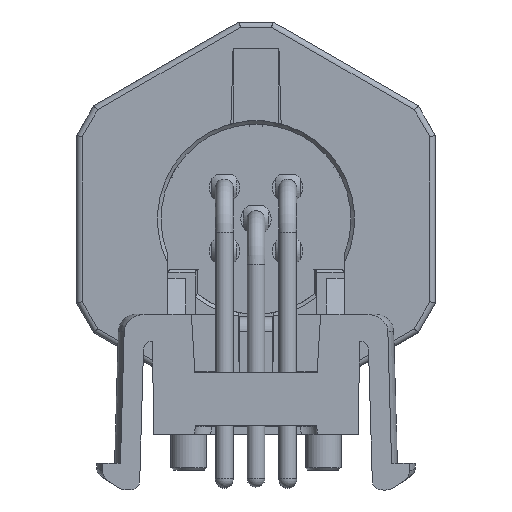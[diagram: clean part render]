
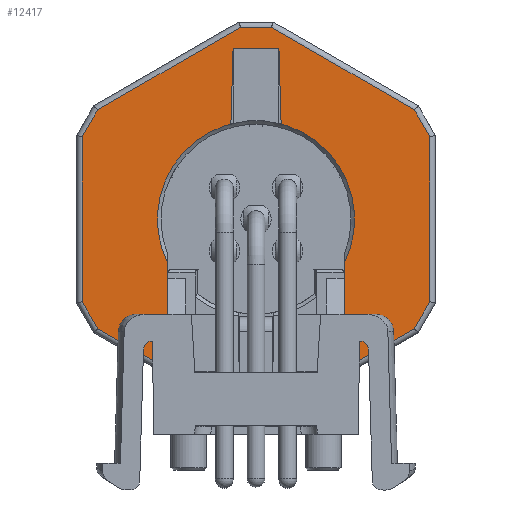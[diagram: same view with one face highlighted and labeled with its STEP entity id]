
A CAD part, left-side view. The second image highlights one B-rep face of the part: STEP entity #12417.
In plain terms, the highlighted planar face has unit normal (-1, 0, 0).
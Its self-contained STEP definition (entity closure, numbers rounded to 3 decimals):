
#344=PLANE('',#13375);
#972=LINE('',#18173,#2188);
#993=LINE('',#18232,#2209);
#995=LINE('',#18244,#2211);
#1005=LINE('',#18279,#2221);
#1006=LINE('',#18280,#2222);
#1007=LINE('',#18281,#2223);
#1008=LINE('',#18282,#2224);
#1009=LINE('',#18283,#2225);
#1010=LINE('',#18285,#2226);
#1011=LINE('',#18287,#2227);
#1012=LINE('',#18289,#2228);
#1013=LINE('',#18291,#2229);
#1014=LINE('',#18293,#2230);
#1015=LINE('',#18295,#2231);
#1016=LINE('',#18297,#2232);
#1017=LINE('',#18299,#2233);
#2188=VECTOR('',#14733,1000.);
#2209=VECTOR('',#14776,1000.);
#2211=VECTOR('',#14790,1000.);
#2221=VECTOR('',#14824,1000.);
#2222=VECTOR('',#14825,1000.);
#2223=VECTOR('',#14826,1000.);
#2224=VECTOR('',#14827,1000.);
#2225=VECTOR('',#14828,1000.);
#2226=VECTOR('',#14829,1000.);
#2227=VECTOR('',#14830,1000.);
#2228=VECTOR('',#14831,1000.);
#2229=VECTOR('',#14832,1000.);
#2230=VECTOR('',#14833,1000.);
#2231=VECTOR('',#14834,1000.);
#2232=VECTOR('',#14835,1000.);
#2233=VECTOR('',#14836,1000.);
#3727=ORIENTED_EDGE('',*,*,#7156,.T.);
#3728=ORIENTED_EDGE('',*,*,#7207,.T.);
#3729=ORIENTED_EDGE('',*,*,#7144,.T.);
#3730=ORIENTED_EDGE('',*,*,#7208,.T.);
#3731=ORIENTED_EDGE('',*,*,#7189,.F.);
#3732=ORIENTED_EDGE('',*,*,#7209,.F.);
#3733=ORIENTED_EDGE('',*,*,#7142,.T.);
#3734=ORIENTED_EDGE('',*,*,#7210,.F.);
#3735=ORIENTED_EDGE('',*,*,#7183,.T.);
#3736=ORIENTED_EDGE('',*,*,#7211,.T.);
#3737=ORIENTED_EDGE('',*,*,#7212,.T.);
#3738=ORIENTED_EDGE('',*,*,#7213,.T.);
#3739=ORIENTED_EDGE('',*,*,#7214,.T.);
#3740=ORIENTED_EDGE('',*,*,#7215,.T.);
#3741=ORIENTED_EDGE('',*,*,#7216,.T.);
#3742=ORIENTED_EDGE('',*,*,#7217,.T.);
#3743=ORIENTED_EDGE('',*,*,#7218,.T.);
#3744=ORIENTED_EDGE('',*,*,#7219,.T.);
#7142=EDGE_CURVE('',#8923,#8922,#10110,.T.);
#7144=EDGE_CURVE('',#8914,#8924,#10112,.T.);
#7156=EDGE_CURVE('',#8935,#8933,#972,.F.);
#7183=EDGE_CURVE('',#8956,#8957,#993,.F.);
#7189=EDGE_CURVE('',#8958,#8960,#995,.T.);
#7207=EDGE_CURVE('',#8933,#8914,#1005,.T.);
#7208=EDGE_CURVE('',#8924,#8960,#1006,.T.);
#7209=EDGE_CURVE('',#8923,#8958,#1007,.T.);
#7210=EDGE_CURVE('',#8956,#8922,#1008,.T.);
#7211=EDGE_CURVE('',#8957,#8973,#1009,.F.);
#7212=EDGE_CURVE('',#8973,#8974,#1010,.F.);
#7213=EDGE_CURVE('',#8974,#8975,#1011,.F.);
#7214=EDGE_CURVE('',#8975,#8976,#1012,.F.);
#7215=EDGE_CURVE('',#8976,#8977,#1013,.F.);
#7216=EDGE_CURVE('',#8977,#8978,#1014,.F.);
#7217=EDGE_CURVE('',#8978,#8979,#1015,.F.);
#7218=EDGE_CURVE('',#8979,#8980,#1016,.F.);
#7219=EDGE_CURVE('',#8980,#8935,#1017,.F.);
#8914=VERTEX_POINT('',#18125);
#8922=VERTEX_POINT('',#18144);
#8923=VERTEX_POINT('',#18146);
#8924=VERTEX_POINT('',#18148);
#8933=VERTEX_POINT('',#18171);
#8935=VERTEX_POINT('',#18174);
#8956=VERTEX_POINT('',#18233);
#8957=VERTEX_POINT('',#18234);
#8958=VERTEX_POINT('',#18242);
#8960=VERTEX_POINT('',#18245);
#8973=VERTEX_POINT('',#18284);
#8974=VERTEX_POINT('',#18286);
#8975=VERTEX_POINT('',#18288);
#8976=VERTEX_POINT('',#18290);
#8977=VERTEX_POINT('',#18292);
#8978=VERTEX_POINT('',#18294);
#8979=VERTEX_POINT('',#18296);
#8980=VERTEX_POINT('',#18298);
#10110=CIRCLE('',#13341,5.5);
#10112=CIRCLE('',#13343,5.5);
#10508=EDGE_LOOP('',(#3727,#3728,#3729,#3730,#3731,#3732,#3733,#3734,#3735,
#3736,#3737,#3738,#3739,#3740,#3741,#3742,#3743,#3744));
#11394=FACE_BOUND('',#10508,.T.);
#12417=ADVANCED_FACE('',(#11394),#344,.F.);
#13341=AXIS2_PLACEMENT_3D('',#18145,#14711,#14712);
#13343=AXIS2_PLACEMENT_3D('',#18149,#14715,#14716);
#13375=AXIS2_PLACEMENT_3D('',#18278,#14822,#14823);
#14711=DIRECTION('',(1.,0.,0.));
#14712=DIRECTION('',(0.,0.,-1.));
#14715=DIRECTION('',(1.,0.,0.));
#14716=DIRECTION('',(0.,0.,-1.));
#14733=DIRECTION('',(0.,0.5,-0.866));
#14776=DIRECTION('',(0.,-0.5,-0.866));
#14790=DIRECTION('',(0.,0.,-1.));
#14822=DIRECTION('',(1.,0.,0.));
#14823=DIRECTION('',(0.,0.,-1.));
#14824=DIRECTION('',(0.,1.,0.));
#14825=DIRECTION('',(0.,1.,0.));
#14826=DIRECTION('',(0.,1.,0.));
#14827=DIRECTION('',(0.,1.,0.));
#14828=DIRECTION('',(0.,-0.866,-0.5));
#14829=DIRECTION('',(0.,-1.,0.));
#14830=DIRECTION('',(0.,-0.866,0.5));
#14831=DIRECTION('',(0.,-0.5,0.866));
#14832=DIRECTION('',(0.,0.,1.));
#14833=DIRECTION('',(0.,0.5,0.866));
#14834=DIRECTION('',(0.,0.866,0.5));
#14835=DIRECTION('',(0.,1.,0.));
#14836=DIRECTION('',(0.,0.866,-0.5));
#18125=CARTESIAN_POINT('',(-1.5,-2.438,-4.93));
#18144=CARTESIAN_POINT('',(-1.5,-2.438,4.93));
#18145=CARTESIAN_POINT('',(-1.5,0.,0.));
#18146=CARTESIAN_POINT('',(-1.5,5.442,0.799));
#18148=CARTESIAN_POINT('',(-1.5,5.442,-0.799));
#18149=CARTESIAN_POINT('',(-1.5,0.,0.));
#18171=CARTESIAN_POINT('',(-1.5,-8.354,-4.93));
#18173=CARTESIAN_POINT('',(-1.5,-8.4,-4.85));
#18174=CARTESIAN_POINT('',(-1.5,-6.101,-8.833));
#18232=CARTESIAN_POINT('',(-1.5,-8.4,4.85));
#18233=CARTESIAN_POINT('',(-1.5,-8.354,4.93));
#18234=CARTESIAN_POINT('',(-1.5,-6.101,8.833));
#18242=CARTESIAN_POINT('',(-1.5,9.537,0.799));
#18244=CARTESIAN_POINT('',(-1.5,9.537,1.2));
#18245=CARTESIAN_POINT('',(-1.5,9.537,-0.799));
#18278=CARTESIAN_POINT('',(-1.5,0.,0.));
#18279=CARTESIAN_POINT('',(-1.5,-10.,-4.93));
#18280=CARTESIAN_POINT('',(-1.5,5.319,-0.799));
#18281=CARTESIAN_POINT('',(-1.5,5.319,0.799));
#18282=CARTESIAN_POINT('',(-1.5,-10.,4.93));
#18283=CARTESIAN_POINT('',(-1.5,-5.35,9.266));
#18284=CARTESIAN_POINT('',(-1.5,-4.599,9.7));
#18285=CARTESIAN_POINT('',(-1.5,0.,9.7));
#18286=CARTESIAN_POINT('',(-1.5,4.599,9.7));
#18287=CARTESIAN_POINT('',(-1.5,5.35,9.266));
#18288=CARTESIAN_POINT('',(-1.5,6.101,8.833));
#18289=CARTESIAN_POINT('',(-1.5,8.4,4.85));
#18290=CARTESIAN_POINT('',(-1.5,10.7,0.867));
#18291=CARTESIAN_POINT('',(-1.5,10.7,0.));
#18292=CARTESIAN_POINT('',(-1.5,10.7,-0.867));
#18293=CARTESIAN_POINT('',(-1.5,8.4,-4.85));
#18294=CARTESIAN_POINT('',(-1.5,6.101,-8.833));
#18295=CARTESIAN_POINT('',(-1.5,5.35,-9.266));
#18296=CARTESIAN_POINT('',(-1.5,4.599,-9.7));
#18297=CARTESIAN_POINT('',(-1.5,0.,-9.7));
#18298=CARTESIAN_POINT('',(-1.5,-4.599,-9.7));
#18299=CARTESIAN_POINT('',(-1.5,-5.35,-9.266));
